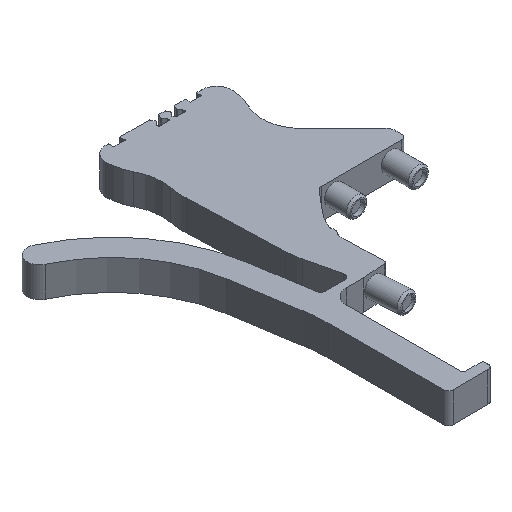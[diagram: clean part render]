
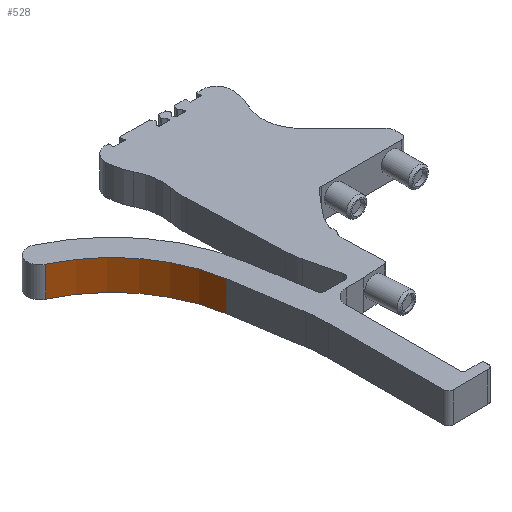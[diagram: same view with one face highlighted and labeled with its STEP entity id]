
A CAD part, isometric view. The second image highlights one B-rep face of the part: STEP entity #528.
In plain terms, the highlighted cylindrical face has radius 27.5 mm (diameter 55 mm), a partial arc.
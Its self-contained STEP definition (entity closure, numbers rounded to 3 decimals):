
#105=CYLINDRICAL_SURFACE('',#1966,27.5);
#243=LINE('',#2888,#415);
#245=LINE('',#2891,#417);
#415=VECTOR('',#2301,1.);
#417=VECTOR('',#2305,1.);
#528=ADVANCED_FACE('',(#673),#105,.F.);
#673=FACE_OUTER_BOUND('',#769,.T.);
#769=EDGE_LOOP('',(#1018,#1019,#1020,#1021));
#1018=ORIENTED_EDGE('',*,*,#1690,.T.);
#1019=ORIENTED_EDGE('',*,*,#1591,.T.);
#1020=ORIENTED_EDGE('',*,*,#1688,.F.);
#1021=ORIENTED_EDGE('',*,*,#1684,.F.);
#1416=VERTEX_POINT('',#2689);
#1417=VERTEX_POINT('',#2691);
#1464=VERTEX_POINT('',#2797);
#1504=VERTEX_POINT('',#2879);
#1591=EDGE_CURVE('',#1417,#1416,#1815,.T.);
#1684=EDGE_CURVE('',#1504,#1464,#1869,.T.);
#1688=EDGE_CURVE('',#1464,#1416,#243,.T.);
#1690=EDGE_CURVE('',#1504,#1417,#245,.T.);
#1815=CIRCLE('',#1898,27.5);
#1869=CIRCLE('',#1961,27.5);
#1898=AXIS2_PLACEMENT_3D('',#2690,#2126,#2127);
#1961=AXIS2_PLACEMENT_3D('',#2880,#2291,#2292);
#1966=AXIS2_PLACEMENT_3D('',#2892,#2306,#2307);
#2126=DIRECTION('',(0.,0.,1.));
#2127=DIRECTION('',(1.,0.,0.));
#2291=DIRECTION('',(0.,0.,1.));
#2292=DIRECTION('',(1.,0.,0.));
#2301=DIRECTION('',(0.,0.,1.));
#2305=DIRECTION('',(0.,0.,1.));
#2306=DIRECTION('',(0.,0.,1.));
#2307=DIRECTION('',(1.,0.,0.));
#2689=CARTESIAN_POINT('',(-18.146,62.847,6.089));
#2690=CARTESIAN_POINT('',(-29.673,37.879,6.089));
#2691=CARTESIAN_POINT('',(-2.511,42.181,6.089));
#2797=CARTESIAN_POINT('',(-18.146,62.847,0.));
#2879=CARTESIAN_POINT('',(-2.511,42.181,0.));
#2880=CARTESIAN_POINT('',(-29.673,37.879,0.));
#2888=CARTESIAN_POINT('',(-18.146,62.847,0.));
#2891=CARTESIAN_POINT('',(-2.511,42.181,0.));
#2892=CARTESIAN_POINT('',(-29.673,37.879,0.));
